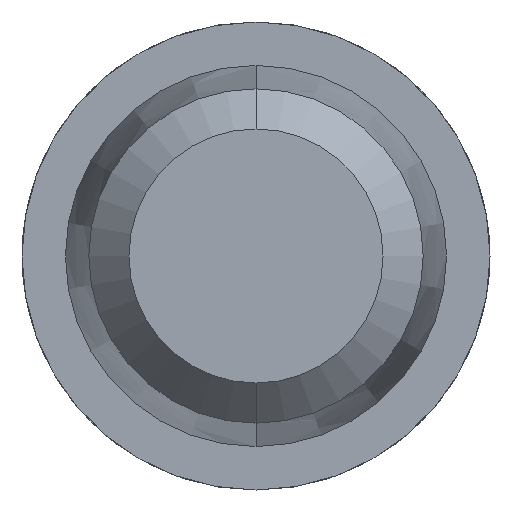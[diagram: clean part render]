
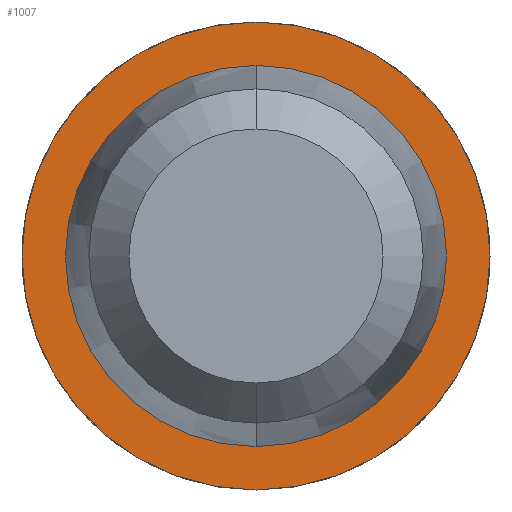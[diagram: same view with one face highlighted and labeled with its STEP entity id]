
A CAD part, front view. The second image highlights one B-rep face of the part: STEP entity #1007.
In plain terms, the highlighted planar face has unit normal (0, -1, 0).
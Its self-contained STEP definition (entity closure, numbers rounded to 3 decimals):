
#352 = VERTEX_POINT ( 'NONE', #3567 ) ;
#405 = CIRCLE ( 'NONE', #1920, 0.7 ) ;
#480 = CARTESIAN_POINT ( 'NONE',  ( 0., 26., -0.7 ) ) ;
#607 = FACE_BOUND ( 'NONE', #2378, .T. ) ;
#711 = EDGE_CURVE ( 'Defeature ausgef�hrt1_14+Defeature ausgef�hrt1_15+Defeature ausgef�hrt1_15+Defeature ausgef�hrt1_15', #352, #3031, #915, .T. ) ;
#889 = DIRECTION ( 'NONE',  ( 0., 0., -1. ) ) ;
#915 = CIRCLE ( 'NONE', #2042, 0.57 ) ;
#922 = ORIENTED_EDGE ( 'NONE', *, *, #1027, .F. ) ;
#1007 = ADVANCED_FACE ( 'Defeature ausgef�hrt1_15', ( #1949, #607 ), #3615, .T. ) ;
#1027 = EDGE_CURVE ( 'Defeature ausgef�hrt1_14+Defeature ausgef�hrt1_15+Defeature ausgef�hrt1_15+Defeature ausgef�hrt1_15', #3031, #352, #1642, .T. ) ;
#1184 = DIRECTION ( 'NONE',  ( 0., 0., -1. ) ) ;
#1209 = CIRCLE ( 'NONE', #1761, 0.7 ) ;
#1306 = CARTESIAN_POINT ( 'NONE',  ( 0., 26., 0. ) ) ;
#1471 = DIRECTION ( 'NONE',  ( 0., 0., -1. ) ) ;
#1482 = DIRECTION ( 'NONE',  ( 0., -1., 0. ) ) ;
#1595 = VERTEX_POINT ( 'NONE', #2327 ) ;
#1618 = DIRECTION ( 'NONE',  ( 0., 0., -1. ) ) ;
#1642 = CIRCLE ( 'NONE', #2886, 0.57 ) ;
#1708 = ORIENTED_EDGE ( 'NONE', *, *, #711, .F. ) ;
#1738 = CARTESIAN_POINT ( 'NONE',  ( 0., 26., -0.57 ) ) ;
#1761 = AXIS2_PLACEMENT_3D ( 'NONE', #3767, #3625, #889 ) ;
#1920 = AXIS2_PLACEMENT_3D ( 'NONE', #3091, #2457, #3410 ) ;
#1949 = FACE_OUTER_BOUND ( 'NONE', #2207, .T. ) ;
#1986 = ORIENTED_EDGE ( 'NONE', *, *, #3835, .T. ) ;
#2042 = AXIS2_PLACEMENT_3D ( 'NONE', #1306, #3494, #1618 ) ;
#2207 = EDGE_LOOP ( 'NONE', ( #1986, #2737 ) ) ;
#2327 = CARTESIAN_POINT ( 'NONE',  ( 0., 26., 0.7 ) ) ;
#2375 = EDGE_CURVE ( 'Defeature ausgef�hrt1_15+Defeature ausgef�hrt1_16+Defeature ausgef�hrt1_16+Defeature ausgef�hrt1_16', #1595, #3067, #1209, .T. ) ;
#2378 = EDGE_LOOP ( 'NONE', ( #1708, #922 ) ) ;
#2420 = CARTESIAN_POINT ( 'NONE',  ( 0.57, 26., 0. ) ) ;
#2457 = DIRECTION ( 'NONE',  ( 0., -1., 0. ) ) ;
#2737 = ORIENTED_EDGE ( 'NONE', *, *, #2375, .T. ) ;
#2742 = CARTESIAN_POINT ( 'NONE',  ( 0., 26., 0. ) ) ;
#2886 = AXIS2_PLACEMENT_3D ( 'NONE', #2742, #1482, #1184 ) ;
#3031 = VERTEX_POINT ( 'NONE', #1738 ) ;
#3067 = VERTEX_POINT ( 'NONE', #480 ) ;
#3091 = CARTESIAN_POINT ( 'NONE',  ( 0., 26., 0. ) ) ;
#3410 = DIRECTION ( 'NONE',  ( 0., 0., -1. ) ) ;
#3494 = DIRECTION ( 'NONE',  ( 0., -1., 0. ) ) ;
#3567 = CARTESIAN_POINT ( 'NONE',  ( 0., 26., 0.57 ) ) ;
#3615 = PLANE ( 'NONE',  #3759 ) ;
#3625 = DIRECTION ( 'NONE',  ( 0., -1., 0. ) ) ;
#3663 = DIRECTION ( 'NONE',  ( 0., -1., 0. ) ) ;
#3759 = AXIS2_PLACEMENT_3D ( 'NONE', #2420, #3663, #1471 ) ;
#3767 = CARTESIAN_POINT ( 'NONE',  ( 0., 26., 0. ) ) ;
#3835 = EDGE_CURVE ( 'Defeature ausgef�hrt1_15+Defeature ausgef�hrt1_16+Defeature ausgef�hrt1_16+Defeature ausgef�hrt1_16', #3067, #1595, #405, .T. ) ;
